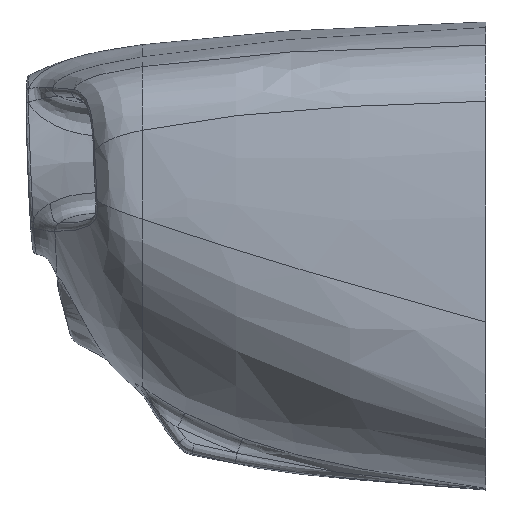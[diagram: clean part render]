
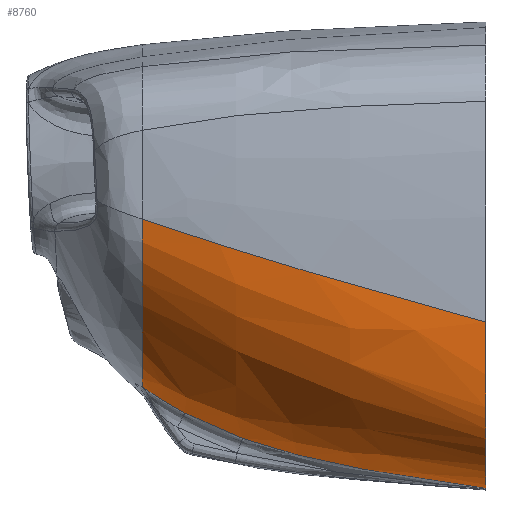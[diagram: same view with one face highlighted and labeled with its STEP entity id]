
A CAD part, front view. The second image highlights one B-rep face of the part: STEP entity #8760.
In plain terms, the highlighted free-form (B-spline) face has degree [5, 3] with [7, 4] control points.
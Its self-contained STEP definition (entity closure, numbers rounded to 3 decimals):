
#2026=CARTESIAN_POINT('Vertex',(0.,-141.548,65.891)) ;
#2030=CARTESIAN_POINT('Control Point',(0.,-141.548,65.891)) ;
#2031=CARTESIAN_POINT('Control Point',(0.,-141.238,58.915)) ;
#2032=CARTESIAN_POINT('Control Point',(0.,-140.826,50.742)) ;
#2033=CARTESIAN_POINT('Control Point',(0.,-140.22,41.84)) ;
#2034=CARTESIAN_POINT('Control Point',(0.,-139.051,29.325)) ;
#2035=CARTESIAN_POINT('Control Point',(0.,-137.184,19.099)) ;
#2036=CARTESIAN_POINT('Control Point',(0.,-136.258,14.941)) ;
#2037=CARTESIAN_POINT('Control Point',(0.,-133.808,7.081)) ;
#2038=CARTESIAN_POINT('Control Point',(0.,-129.987,0.107)) ;
#2039=CARTESIAN_POINT('Control Point',(0.,-127.709,-3.037)) ;
#2040=CARTESIAN_POINT('Control Point',(0.,-124.99,-6.021)) ;
#2041=CARTESIAN_POINT('Control Point',(0.,-121.837,-8.741)) ;
#2042=CARTESIAN_POINT('Control Point',(0.,-121.824,-8.752)) ;
#2043=CARTESIAN_POINT('Control Point',(0.,-121.801,-8.772)) ;
#2044=CARTESIAN_POINT('Control Point',(0.,-121.778,-8.791)) ;
#2045=CARTESIAN_POINT('Control Point',(0.,-121.767,-8.801)) ;
#2046=CARTESIAN_POINT('Control Point',(0.,-121.732,-8.831)) ;
#2047=CARTESIAN_POINT('Control Point',(0.,-121.698,-8.86)) ;
#2048=CARTESIAN_POINT('Control Point',(0.,-121.675,-8.88)) ;
#2049=CARTESIAN_POINT('Control Point',(0.,-121.606,-8.939)) ;
#2050=CARTESIAN_POINT('Control Point',(0.,-121.536,-8.998)) ;
#2051=CARTESIAN_POINT('Control Point',(0.,-121.49,-9.038)) ;
#2052=CARTESIAN_POINT('Control Point',(0.,-121.351,-9.155)) ;
#2053=CARTESIAN_POINT('Control Point',(0.,-121.211,-9.272)) ;
#2054=CARTESIAN_POINT('Control Point',(0.,-121.118,-9.349)) ;
#2055=CARTESIAN_POINT('Control Point',(0.,-120.837,-9.581)) ;
#2056=CARTESIAN_POINT('Control Point',(0.,-120.554,-9.811)) ;
#2057=CARTESIAN_POINT('Control Point',(0.,-120.364,-9.963)) ;
#2058=CARTESIAN_POINT('Control Point',(0.,-119.792,-10.415)) ;
#2059=CARTESIAN_POINT('Control Point',(0.,-119.211,-10.857)) ;
#2060=CARTESIAN_POINT('Control Point',(0.,-118.819,-11.148)) ;
#2061=CARTESIAN_POINT('Control Point',(0.,-117.633,-12.007)) ;
#2062=CARTESIAN_POINT('Control Point',(0.,-116.414,-12.827)) ;
#2063=CARTESIAN_POINT('Control Point',(0.,-115.587,-13.357)) ;
#2064=CARTESIAN_POINT('Control Point',(0.,-113.073,-14.898)) ;
#2065=CARTESIAN_POINT('Control Point',(0.,-110.449,-16.297)) ;
#2066=CARTESIAN_POINT('Control Point',(0.,-108.671,-17.167)) ;
#2067=CARTESIAN_POINT('Control Point',(0.,-103.204,-19.616)) ;
#2068=CARTESIAN_POINT('Control Point',(0.,-97.617,-21.562)) ;
#2069=CARTESIAN_POINT('Control Point',(0.,-93.737,-22.697)) ;
#2070=CARTESIAN_POINT('Control Point',(0.,-82.721,-25.507)) ;
#2071=CARTESIAN_POINT('Control Point',(0.,-71.313,-27.312)) ;
#2072=CARTESIAN_POINT('Control Point',(0.,-63.348,-28.222)) ;
#2073=CARTESIAN_POINT('Control Point',(0.,-55.562,-28.847)) ;
#2074=CARTESIAN_POINT('Control Point',(0.,-47.999,-29.302)) ;
#2075=CARTESIAN_POINT('Vertex',(0.,-47.999,-29.302)) ;
#4248=CARTESIAN_POINT('Control Point',(0.,-47.999,-29.302)) ;
#4249=CARTESIAN_POINT('Control Point',(-28.236,-47.921,-25.352)) ;
#4250=CARTESIAN_POINT('Control Point',(-56.542,-47.86,-21.263)) ;
#4251=CARTESIAN_POINT('Control Point',(-84.496,-47.817,-16.603)) ;
#4252=CARTESIAN_POINT('Control Point',(-112.472,-47.791,-10.414)) ;
#4253=CARTESIAN_POINT('Control Point',(-139.463,-47.779,-0.788)) ;
#4254=CARTESIAN_POINT('Vertex',(-139.463,-47.779,-0.788)) ;
#5447=CARTESIAN_POINT('Vertex',(-196.988,-44.032,28.6)) ;
#5473=CARTESIAN_POINT('Vertex',(-172.467,-47.72,13.7)) ;
#5477=CARTESIAN_POINT('Control Point',(-172.467,-47.72,13.7)) ;
#5478=CARTESIAN_POINT('Control Point',(-173.719,-47.719,14.372)) ;
#5479=CARTESIAN_POINT('Control Point',(-176.244,-47.72,15.755)) ;
#5480=CARTESIAN_POINT('Control Point',(-180.017,-47.694,17.907)) ;
#5481=CARTESIAN_POINT('Control Point',(-184.793,-47.527,20.783)) ;
#5482=CARTESIAN_POINT('Control Point',(-189.969,-46.925,24.085)) ;
#5483=CARTESIAN_POINT('Control Point',(-193.324,-46.023,26.278)) ;
#5484=CARTESIAN_POINT('Control Point',(-195.354,-45.103,27.582)) ;
#5485=CARTESIAN_POINT('Control Point',(-196.482,-44.401,28.288)) ;
#5486=CARTESIAN_POINT('Control Point',(-196.988,-44.032,28.6)) ;
#5584=CARTESIAN_POINT('Control Point',(-139.463,-47.779,-0.788)) ;
#5585=CARTESIAN_POINT('Control Point',(-146.344,-47.758,1.664)) ;
#5586=CARTESIAN_POINT('Control Point',(-152.966,-47.741,4.265)) ;
#5587=CARTESIAN_POINT('Control Point',(-159.693,-47.729,7.177)) ;
#5588=CARTESIAN_POINT('Control Point',(-166.127,-47.722,10.289)) ;
#5589=CARTESIAN_POINT('Control Point',(-172.467,-47.72,13.694)) ;
#8707=CARTESIAN_POINT('Control Point',(-196.988,-143.158,124.913)) ;
#8708=CARTESIAN_POINT('Control Point',(-148.457,-147.8,108.265)) ;
#8709=CARTESIAN_POINT('Control Point',(-83.917,-147.152,88.638)) ;
#8710=CARTESIAN_POINT('Control Point',(0.,-141.548,65.891)) ;
#8711=CARTESIAN_POINT('Control Point',(-196.988,-142.379,113.784)) ;
#8712=CARTESIAN_POINT('Control Point',(-148.457,-147.013,93.851)) ;
#8713=CARTESIAN_POINT('Control Point',(-83.917,-146.328,68.564)) ;
#8714=CARTESIAN_POINT('Control Point',(0.,-140.344,38.617)) ;
#8715=CARTESIAN_POINT('Control Point',(-196.988,-139.585,99.47)) ;
#8716=CARTESIAN_POINT('Control Point',(-148.457,-144.768,73.866)) ;
#8717=CARTESIAN_POINT('Control Point',(-83.917,-143.878,44.505)) ;
#8718=CARTESIAN_POINT('Control Point',(0.,-136.961,7.681)) ;
#8719=CARTESIAN_POINT('Control Point',(-196.988,-125.3,72.902)) ;
#8720=CARTESIAN_POINT('Control Point',(-148.457,-125.3,39.566)) ;
#8721=CARTESIAN_POINT('Control Point',(-83.917,-125.3,12.332)) ;
#8722=CARTESIAN_POINT('Control Point',(0.,-133.694,-11.281)) ;
#8723=CARTESIAN_POINT('Control Point',(-196.988,-103.345,41.238)) ;
#8724=CARTESIAN_POINT('Control Point',(-148.457,-103.345,2.194)) ;
#8725=CARTESIAN_POINT('Control Point',(-83.917,-103.345,-13.721)) ;
#8726=CARTESIAN_POINT('Control Point',(0.,-103.345,-27.702)) ;
#8727=CARTESIAN_POINT('Control Point',(-196.988,-46.002,24.909)) ;
#8728=CARTESIAN_POINT('Control Point',(-148.457,-46.002,-11.216)) ;
#8729=CARTESIAN_POINT('Control Point',(-83.917,-46.002,-19.654)) ;
#8730=CARTESIAN_POINT('Control Point',(0.,-46.002,-30.399)) ;
#8731=CARTESIAN_POINT('Control Point',(-196.988,0.,24.909)) ;
#8732=CARTESIAN_POINT('Control Point',(-148.457,0.,-11.216)) ;
#8733=CARTESIAN_POINT('Control Point',(-83.917,0.,-19.654)) ;
#8734=CARTESIAN_POINT('Control Point',(0.,0.,-30.399)) ;
#8736=CARTESIAN_POINT('Control Point',(0.,-141.548,65.891)) ;
#8737=CARTESIAN_POINT('Control Point',(-83.917,-147.152,88.638)) ;
#8738=CARTESIAN_POINT('Control Point',(-148.457,-147.8,108.265)) ;
#8739=CARTESIAN_POINT('Control Point',(-196.988,-143.158,124.913)) ;
#8740=CARTESIAN_POINT('Vertex',(-196.988,-143.158,124.913)) ;
#8744=CARTESIAN_POINT('Control Point',(-196.988,-143.158,124.913)) ;
#8745=CARTESIAN_POINT('Control Point',(-196.988,-142.379,113.784)) ;
#8746=CARTESIAN_POINT('Control Point',(-196.988,-139.9,101.087)) ;
#8747=CARTESIAN_POINT('Control Point',(-196.988,-128.381,78.747)) ;
#8748=CARTESIAN_POINT('Control Point',(-196.988,-110.486,51.763)) ;
#8749=CARTESIAN_POINT('Control Point',(-196.988,-69.357,33.346)) ;
#8750=CARTESIAN_POINT('Control Point',(-196.988,-44.032,28.6)) ;
#2077=EDGE_CURVE('',#2027,#2076,#2029,.T.) ;
#4256=EDGE_CURVE('',#2076,#4255,#4247,.T.) ;
#5487=EDGE_CURVE('',#5474,#5448,#5476,.T.) ;
#5590=EDGE_CURVE('',#4255,#5474,#5583,.T.) ;
#8742=EDGE_CURVE('',#2027,#8741,#8735,.T.) ;
#8751=EDGE_CURVE('',#8741,#5448,#8743,.T.) ;
#8753=ORIENTED_EDGE('',*,*,#5590,.F.) ;
#8754=ORIENTED_EDGE('',*,*,#4256,.F.) ;
#8755=ORIENTED_EDGE('',*,*,#2077,.F.) ;
#8756=ORIENTED_EDGE('',*,*,#8742,.T.) ;
#8757=ORIENTED_EDGE('',*,*,#8751,.T.) ;
#8758=ORIENTED_EDGE('',*,*,#5487,.F.) ;
#8752=EDGE_LOOP('',(#8753,#8754,#8755,#8756,#8757,#8758)) ;
#2027=VERTEX_POINT('',#2026) ;
#2076=VERTEX_POINT('',#2075) ;
#4255=VERTEX_POINT('',#4254) ;
#5448=VERTEX_POINT('',#5447) ;
#5474=VERTEX_POINT('',#5473) ;
#8741=VERTEX_POINT('',#8740) ;
#8760=ADVANCED_FACE('PartBody',(#8759),#8706,.T.) ;
#2029=B_SPLINE_CURVE_WITH_KNOTS('',5,(#2030,#2031,#2032,#2033,#2034,#2035,#2036,#2037,#2038,#2039,#2040,#2041,#2042,#2043,#2044,#2045,#2046,#2047,#2048,#2049,#2050,#2051,#2052,#2053,#2054,#2055,#2056,#2057,#2058,#2059,#2060,#2061,#2062,#2063,#2064,#2065,#2066,#2067,#2068,#2069,#2070,#2071,#2072,#2073,#2074),.UNSPECIFIED.,.F.,.U.,(6,3,3,3,3,3,3,3,3,3,3,3,3,3,6),(-15.809,-12.105,-10.021,-7.845,-7.837,-7.83,-7.815,-7.784,-7.724,-7.602,-7.36,-6.875,-5.906,-3.967,0.),.UNSPECIFIED.) ;
#4247=B_SPLINE_CURVE_WITH_KNOTS('',5,(#4248,#4249,#4250,#4251,#4252,#4253),.UNSPECIFIED.,.F.,.U.,(6,6),(0.,1.),.UNSPECIFIED.) ;
#5476=B_SPLINE_CURVE_WITH_KNOTS('',5,(#5477,#5478,#5479,#5480,#5481,#5482,#5483,#5484,#5485,#5486),.UNSPECIFIED.,.F.,.U.,(6,1,1,1,1,6),(0.,0.325,0.65,0.976,1.301,1.626),.UNSPECIFIED.) ;
#5583=B_SPLINE_CURVE_WITH_KNOTS('',5,(#5584,#5585,#5586,#5587,#5588,#5589),.UNSPECIFIED.,.F.,.U.,(6,6),(3.484,6.756),.UNSPECIFIED.) ;
#8735=B_SPLINE_CURVE_WITH_KNOTS('',3,(#8736,#8737,#8738,#8739),.UNSPECIFIED.,.F.,.U.,(4,4),(-0.583,0.),.UNSPECIFIED.) ;
#8743=B_SPLINE_CURVE_WITH_KNOTS('',5,(#8744,#8745,#8746,#8747,#8748,#8749,#8750),.UNSPECIFIED.,.F.,.U.,(6,1,6),(0.,0.5,0.887),.UNSPECIFIED.) ;
#8706=B_SPLINE_SURFACE_WITH_KNOTS('',5,3,((#8707,#8708,#8709,#8710),(#8711,#8712,#8713,#8714),(#8715,#8716,#8717,#8718),(#8719,#8720,#8721,#8722),(#8723,#8724,#8725,#8726),(#8727,#8728,#8729,#8730),(#8731,#8732,#8733,#8734)),.UNSPECIFIED.,.F.,.F.,.U.,(6,1,6),(4,4),(0.,0.5,1.),(-0.583,0.),.UNSPECIFIED.) ;
#8759=FACE_OUTER_BOUND('',#8752,.T.) ;
